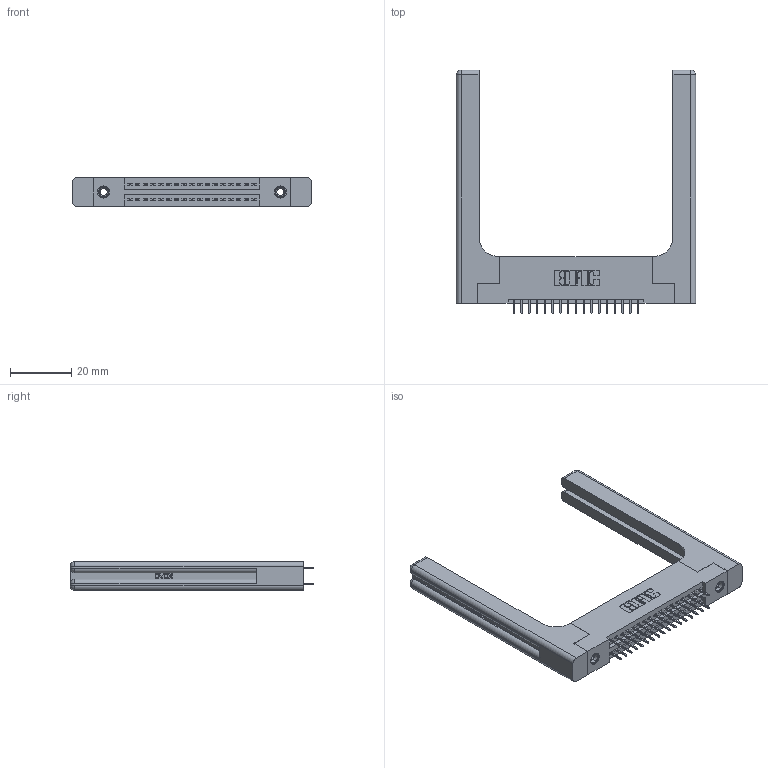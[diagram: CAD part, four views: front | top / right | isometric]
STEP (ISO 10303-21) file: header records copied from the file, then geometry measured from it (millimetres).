
FILE_DESCRIPTION (( 'STEP AP203' ), '1' );
FILE_NAME ('345-034-525-258.STEP', '2020-09-19T15:14:51', ( '' ), ( '' ), 'SwSTEP 2.0', 'SolidWorks 2020', '' );
FILE_SCHEMA (( 'CONFIG_CONTROL_DESIGN' ));
Length unit declared in the file: inch
Products named in the file (5): 345-250-001_345-250-001-102; 345-220-058_345-220-058; 345-292-001_345-293-125; 345 Part_Flush Mounting Lugs - 0.156 Dia-TH; 345-034-525-258
Assembly tree (39 placements, depth 2):
  345-034-525-258
    345 Part_Flush Mounting Lugs - 0.156 Dia-TH
    345-292-001_345-293-125  x34
    345-250-001_345-250-001-102  x2
    345-220-058_345-220-058  x2
Bounding box: 78.21 x 79.68 x 9.4 mm (x, y, z)
Volume: 15784.2 mm3; surface area: 15210 mm2
Topology: 39 solids, 39 shells, 2218 faces, 6209 edges, 3982 vertices
Faces by surface type: plane 1554, cylinder 604, bspline 36, cone 12, sphere 8, torus 4
Entity records: 21960 total; most frequent: CARTESIAN_POINT 4697, ORIENTED_EDGE 3428, DIRECTION 3106, EDGE_CURVE 1714, LINE 1426, VECTOR 1426, VERTEX_POINT 1130, AXIS2_PLACEMENT_3D 840
